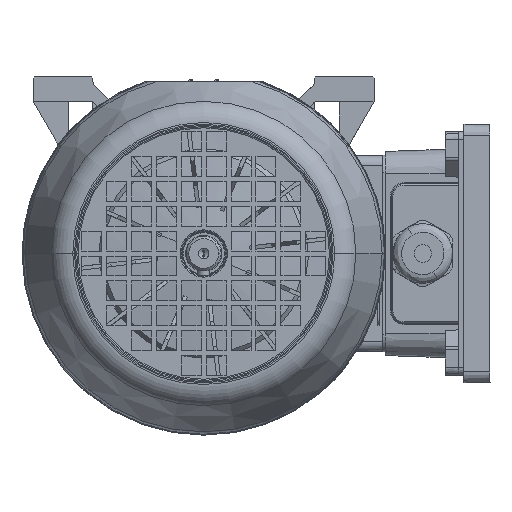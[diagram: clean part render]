
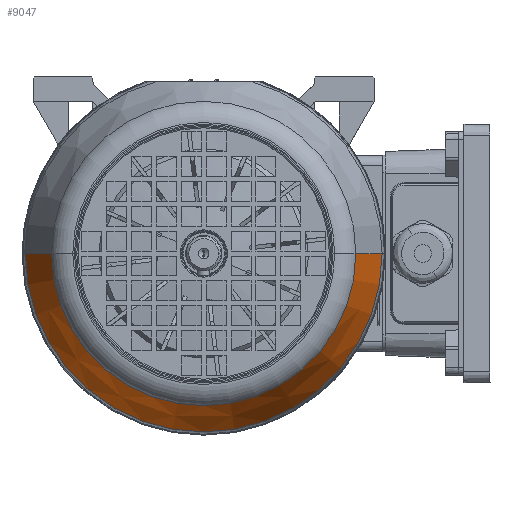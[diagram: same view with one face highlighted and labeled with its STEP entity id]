
A CAD part, left-side view. The second image highlights one B-rep face of the part: STEP entity #9047.
In plain terms, the highlighted conical face has half-angle 23.629 degrees and reference radius 58.5 mm.
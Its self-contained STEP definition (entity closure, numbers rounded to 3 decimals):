
#688 = CARTESIAN_POINT ( 'NONE',  ( 39.916, 0., 0. ) ) ;
#2463 = DIRECTION ( 'NONE',  ( 0., 0., -1. ) ) ;
#9047 = ADVANCED_FACE ( 'NONE', ( #35723 ), #40716, .T. ) ;
#9417 = DIRECTION ( 'NONE',  ( -0.916, 0., 0.401 ) ) ;
#14274 = EDGE_CURVE ( 'NONE', #29531, #103618, #98971, .T. ) ;
#14487 = CARTESIAN_POINT ( 'NONE',  ( 39.916, 0., -71.662 ) ) ;
#16302 = DIRECTION ( 'NONE',  ( -1., 0., 0. ) ) ;
#16924 = DIRECTION ( 'NONE',  ( 0., 0., 1. ) ) ;
#17707 = EDGE_LOOP ( 'NONE', ( #82441, #35392, #80390, #41511 ) ) ;
#18251 = DIRECTION ( 'NONE',  ( 1., 0., 0. ) ) ;
#18472 = EDGE_CURVE ( 'NONE', #54186, #29531, #52046, .T. ) ;
#19979 = VECTOR ( 'NONE', #24778, 1000. ) ;
#24778 = DIRECTION ( 'NONE',  ( -0.916, 0., -0.401 ) ) ;
#29093 = AXIS2_PLACEMENT_3D ( 'NONE', #99087, #36309, #16924 ) ;
#29531 = VERTEX_POINT ( 'NONE', #14487 ) ;
#35392 = ORIENTED_EDGE ( 'NONE', *, *, #18472, .T. ) ;
#35723 = FACE_OUTER_BOUND ( 'NONE', #17707, .T. ) ;
#36309 = DIRECTION ( 'NONE',  ( -1., 0., 0. ) ) ;
#40716 = CONICAL_SURFACE ( 'NONE', #29093, 58.5, 0.412 ) ;
#41511 = ORIENTED_EDGE ( 'NONE', *, *, #70260, .F. ) ;
#46289 = VECTOR ( 'NONE', #9417, 1000. ) ;
#52046 = LINE ( 'NONE', #88807, #19979 ) ;
#52146 = CARTESIAN_POINT ( 'NONE',  ( 64.008, 0., -61.121 ) ) ;
#54186 = VERTEX_POINT ( 'NONE', #52146 ) ;
#54831 = CARTESIAN_POINT ( 'NONE',  ( 70., 0., 58.5 ) ) ;
#55030 = CARTESIAN_POINT ( 'NONE',  ( 39.916, 0., 71.662 ) ) ;
#62249 = EDGE_CURVE ( 'NONE', #112634, #54186, #117925, .T. ) ;
#63910 = LINE ( 'NONE', #54831, #46289 ) ;
#70260 = EDGE_CURVE ( 'NONE', #112634, #103618, #63910, .T. ) ;
#79452 = AXIS2_PLACEMENT_3D ( 'NONE', #109888, #16302, #100822 ) ;
#80390 = ORIENTED_EDGE ( 'NONE', *, *, #14274, .T. ) ;
#82441 = ORIENTED_EDGE ( 'NONE', *, *, #62249, .T. ) ;
#88807 = CARTESIAN_POINT ( 'NONE',  ( 70., 0., -58.5 ) ) ;
#92982 = AXIS2_PLACEMENT_3D ( 'NONE', #688, #18251, #2463 ) ;
#98971 = CIRCLE ( 'NONE', #92982, 71.662 ) ;
#99087 = CARTESIAN_POINT ( 'NONE',  ( 70., 0., 0. ) ) ;
#100755 = CARTESIAN_POINT ( 'NONE',  ( 64.008, 0., 61.121 ) ) ;
#100822 = DIRECTION ( 'NONE',  ( 0., 0., -1. ) ) ;
#103618 = VERTEX_POINT ( 'NONE', #55030 ) ;
#109888 = CARTESIAN_POINT ( 'NONE',  ( 64.008, 0., 0. ) ) ;
#112634 = VERTEX_POINT ( 'NONE', #100755 ) ;
#117925 = CIRCLE ( 'NONE', #79452, 61.121 ) ;
